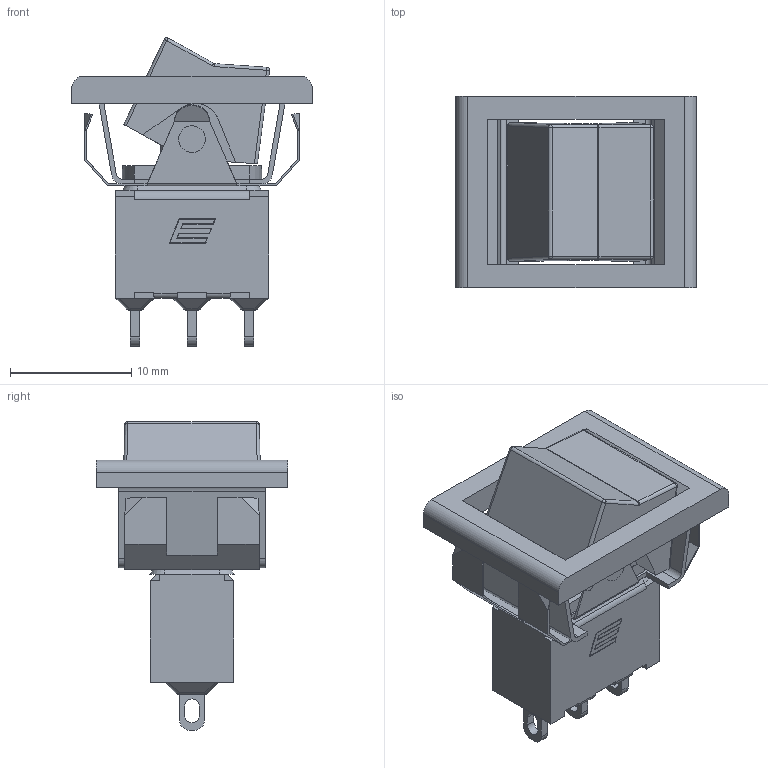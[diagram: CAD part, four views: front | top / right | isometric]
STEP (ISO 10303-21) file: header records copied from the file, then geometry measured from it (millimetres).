
FILE_DESCRIPTION((' '),'2;1');
FILE_NAME('300SPxR6xxxM1xExxx.stp','2017-07-20T14:58:19',(' '),(' '),' ','ACIS',' ');
FILE_SCHEMA(('CONFIG_CONTROL_DESIGN'));
Length unit declared in the file: inch
Products named in the file (1): 300SPxR6xxxM1xExxx.stp
Bounding box: 19.85 x 15.8 x 25.45 mm (x, y, z)
Volume: 1904 mm3; surface area: 2993.5 mm2
Topology: 1 solids, 5 shells, 448 faces, 1148 edges, 713 vertices
Faces by surface type: plane 329, cylinder 81, bspline 18, sphere 16, cone 4
Full cylindrical faces by diameter (mm): 2.2 x2, 3.2 x1, 5.2 x1
Entity records: 13596 total; most frequent: CARTESIAN_POINT 2632, ORIENTED_EDGE 2286, DIRECTION 2171, EDGE_CURVE 1143, VECTOR 913, LINE 913, VERTEX_POINT 712, AXIS2_PLACEMENT_3D 629
